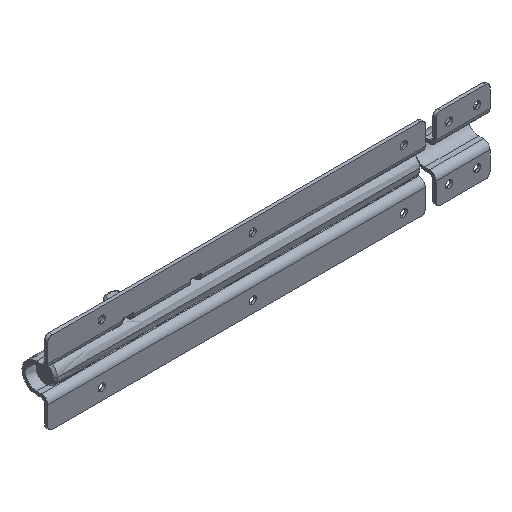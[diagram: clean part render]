
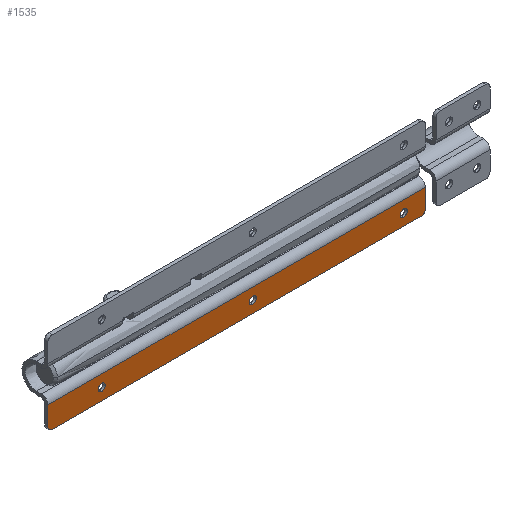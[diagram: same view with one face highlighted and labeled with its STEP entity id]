
A CAD part, isometric view. The second image highlights one B-rep face of the part: STEP entity #1535.
In plain terms, the highlighted free-form (B-spline) face has degree [1, 1] with [2, 2] control points.
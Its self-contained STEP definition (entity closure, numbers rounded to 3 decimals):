
#70 = VERTEX_POINT('',#71);
#71 = CARTESIAN_POINT('',(-178.258,-6.239,
    -14.261));
#78 = VERTEX_POINT('',#79);
#79 = CARTESIAN_POINT('',(-178.258,-6.239,
    -18.123));
#84 = EDGE_CURVE('',#70,#78,#85,.T.);
#85 = ( BOUNDED_CURVE() B_SPLINE_CURVE(2,(#86,#87,#88,#89,#90),
.UNSPECIFIED.,.F.,.F.) B_SPLINE_CURVE_WITH_KNOTS((3,2,3),(3.142,
4.712,6.283),.PIECEWISE_BEZIER_KNOTS.) CURVE() 
GEOMETRIC_REPRESENTATION_ITEM() RATIONAL_B_SPLINE_CURVE((1.,
0.707,1.,0.707,1.)) REPRESENTATION_ITEM('') );
#86 = CARTESIAN_POINT('',(-178.258,-6.239,
    -14.261));
#87 = CARTESIAN_POINT('',(-180.189,-6.239,
    -14.261));
#88 = CARTESIAN_POINT('',(-180.189,-6.239,
    -16.192));
#89 = CARTESIAN_POINT('',(-180.189,-6.239,
    -18.123));
#90 = CARTESIAN_POINT('',(-178.258,-6.239,
    -18.123));
#155 = VERTEX_POINT('',#156);
#156 = CARTESIAN_POINT('',(-95.071,-6.239,
    -14.261));
#163 = VERTEX_POINT('',#164);
#164 = CARTESIAN_POINT('',(-95.071,-6.239,
    -18.123));
#169 = EDGE_CURVE('',#155,#163,#170,.T.);
#170 = ( BOUNDED_CURVE() B_SPLINE_CURVE(2,(#171,#172,#173,#174,#175),
.UNSPECIFIED.,.F.,.F.) B_SPLINE_CURVE_WITH_KNOTS((3,2,3),(3.142,
4.712,6.283),.PIECEWISE_BEZIER_KNOTS.) CURVE() 
GEOMETRIC_REPRESENTATION_ITEM() RATIONAL_B_SPLINE_CURVE((1.,
0.707,1.,0.707,1.)) REPRESENTATION_ITEM('') );
#171 = CARTESIAN_POINT('',(-95.071,-6.239,
    -14.261));
#172 = CARTESIAN_POINT('',(-97.002,-6.239,
    -14.261));
#173 = CARTESIAN_POINT('',(-97.002,-6.239,
    -16.192));
#174 = CARTESIAN_POINT('',(-97.002,-6.239,
    -18.123));
#175 = CARTESIAN_POINT('',(-95.071,-6.239,
    -18.123));
#240 = VERTEX_POINT('',#241);
#241 = CARTESIAN_POINT('',(-11.884,-6.239,
    -14.261));
#248 = VERTEX_POINT('',#249);
#249 = CARTESIAN_POINT('',(-11.884,-6.239,
    -18.123));
#254 = EDGE_CURVE('',#240,#248,#255,.T.);
#255 = ( BOUNDED_CURVE() B_SPLINE_CURVE(2,(#256,#257,#258,#259,#260),
.UNSPECIFIED.,.F.,.F.) B_SPLINE_CURVE_WITH_KNOTS((3,2,3),(3.142,
4.712,6.283),.PIECEWISE_BEZIER_KNOTS.) CURVE() 
GEOMETRIC_REPRESENTATION_ITEM() RATIONAL_B_SPLINE_CURVE((1.,
0.707,1.,0.707,1.)) REPRESENTATION_ITEM('') );
#256 = CARTESIAN_POINT('',(-11.884,-6.239,
    -14.261));
#257 = CARTESIAN_POINT('',(-13.815,-6.239,
    -14.261));
#258 = CARTESIAN_POINT('',(-13.815,-6.239,
    -16.192));
#259 = CARTESIAN_POINT('',(-13.815,-6.239,
    -18.123));
#260 = CARTESIAN_POINT('',(-11.884,-6.239,
    -18.123));
#1434 = VERTEX_POINT('',#1435);
#1435 = CARTESIAN_POINT('',(-207.968,-6.239,
    -9.804));
#1463 = VERTEX_POINT('',#1464);
#1464 = CARTESIAN_POINT('',(-207.968,-6.239,
    -20.203));
#1469 = EDGE_CURVE('',#1434,#1463,#1470,.T.);
#1470 = B_SPLINE_CURVE_WITH_KNOTS('',1,(#1471,#1472),.UNSPECIFIED.,.F.,
  .F.,(2,2),(3.,11.75),.PIECEWISE_BEZIER_KNOTS.);
#1471 = CARTESIAN_POINT('',(-207.968,-6.239,
    -9.804));
#1472 = CARTESIAN_POINT('',(-207.968,-6.239,
    -20.203));
#1493 = VERTEX_POINT('',#1494);
#1494 = CARTESIAN_POINT('',(0.,-6.239,-9.804));
#1535 = ADVANCED_FACE('',(#1536,#1547,#1558,#1569),#1605,.T.);
#1536 = FACE_BOUND('',#1537,.T.);
#1537 = EDGE_LOOP('',(#1538,#1539));
#1538 = ORIENTED_EDGE('',*,*,#84,.F.);
#1539 = ORIENTED_EDGE('',*,*,#1540,.F.);
#1540 = EDGE_CURVE('',#78,#70,#1541,.T.);
#1541 = ( BOUNDED_CURVE() B_SPLINE_CURVE(2,(#1542,#1543,#1544,#1545,
#1546),.UNSPECIFIED.,.F.,.F.) B_SPLINE_CURVE_WITH_KNOTS((3,2,3),(0.,
1.571,3.142),.PIECEWISE_BEZIER_KNOTS.) CURVE() 
GEOMETRIC_REPRESENTATION_ITEM() RATIONAL_B_SPLINE_CURVE((1.,
0.707,1.,0.707,1.)) REPRESENTATION_ITEM('') );
#1542 = CARTESIAN_POINT('',(-178.258,-6.239,
    -18.123));
#1543 = CARTESIAN_POINT('',(-176.327,-6.239,
    -18.123));
#1544 = CARTESIAN_POINT('',(-176.327,-6.239,
    -16.192));
#1545 = CARTESIAN_POINT('',(-176.327,-6.239,
    -14.261));
#1546 = CARTESIAN_POINT('',(-178.258,-6.239,
    -14.261));
#1547 = FACE_BOUND('',#1548,.T.);
#1548 = EDGE_LOOP('',(#1549,#1550));
#1549 = ORIENTED_EDGE('',*,*,#169,.F.);
#1550 = ORIENTED_EDGE('',*,*,#1551,.F.);
#1551 = EDGE_CURVE('',#163,#155,#1552,.T.);
#1552 = ( BOUNDED_CURVE() B_SPLINE_CURVE(2,(#1553,#1554,#1555,#1556,
#1557),.UNSPECIFIED.,.F.,.F.) B_SPLINE_CURVE_WITH_KNOTS((3,2,3),(0.,
1.571,3.142),.PIECEWISE_BEZIER_KNOTS.) CURVE() 
GEOMETRIC_REPRESENTATION_ITEM() RATIONAL_B_SPLINE_CURVE((1.,
0.707,1.,0.707,1.)) REPRESENTATION_ITEM('') );
#1553 = CARTESIAN_POINT('',(-95.071,-6.239,
    -18.123));
#1554 = CARTESIAN_POINT('',(-93.14,-6.239,
    -18.123));
#1555 = CARTESIAN_POINT('',(-93.14,-6.239,
    -16.192));
#1556 = CARTESIAN_POINT('',(-93.14,-6.239,
    -14.261));
#1557 = CARTESIAN_POINT('',(-95.071,-6.239,
    -14.261));
#1558 = FACE_BOUND('',#1559,.T.);
#1559 = EDGE_LOOP('',(#1560,#1561));
#1560 = ORIENTED_EDGE('',*,*,#254,.F.);
#1561 = ORIENTED_EDGE('',*,*,#1562,.F.);
#1562 = EDGE_CURVE('',#248,#240,#1563,.T.);
#1563 = ( BOUNDED_CURVE() B_SPLINE_CURVE(2,(#1564,#1565,#1566,#1567,
#1568),.UNSPECIFIED.,.F.,.F.) B_SPLINE_CURVE_WITH_KNOTS((3,2,3),(0.,
1.571,3.142),.PIECEWISE_BEZIER_KNOTS.) CURVE() 
GEOMETRIC_REPRESENTATION_ITEM() RATIONAL_B_SPLINE_CURVE((1.,
0.707,1.,0.707,1.)) REPRESENTATION_ITEM('') );
#1564 = CARTESIAN_POINT('',(-11.884,-6.239,
    -18.123));
#1565 = CARTESIAN_POINT('',(-9.953,-6.239,
    -18.123));
#1566 = CARTESIAN_POINT('',(-9.953,-6.239,
    -16.192));
#1567 = CARTESIAN_POINT('',(-9.953,-6.239,
    -14.261));
#1568 = CARTESIAN_POINT('',(-11.884,-6.239,
    -14.261));
#1569 = FACE_BOUND('',#1570,.T.);
#1570 = EDGE_LOOP('',(#1571,#1572,#1580,#1587,#1595,#1600));
#1571 = ORIENTED_EDGE('',*,*,#1469,.T.);
#1572 = ORIENTED_EDGE('',*,*,#1573,.T.);
#1573 = EDGE_CURVE('',#1463,#1574,#1576,.T.);
#1574 = VERTEX_POINT('',#1575);
#1575 = CARTESIAN_POINT('',(-205.591,-6.239,
    -22.579));
#1576 = ( BOUNDED_CURVE() B_SPLINE_CURVE(2,(#1577,#1578,#1579),
.UNSPECIFIED.,.F.,.F.) B_SPLINE_CURVE_WITH_KNOTS((3,3),(4.712,
6.283),.PIECEWISE_BEZIER_KNOTS.) CURVE() 
GEOMETRIC_REPRESENTATION_ITEM() RATIONAL_B_SPLINE_CURVE((1.,
0.707,1.)) REPRESENTATION_ITEM('') );
#1577 = CARTESIAN_POINT('',(-207.968,-6.239,
    -20.203));
#1578 = CARTESIAN_POINT('',(-207.968,-6.239,
    -22.579));
#1579 = CARTESIAN_POINT('',(-205.591,-6.239,
    -22.579));
#1580 = ORIENTED_EDGE('',*,*,#1581,.T.);
#1581 = EDGE_CURVE('',#1574,#1582,#1584,.T.);
#1582 = VERTEX_POINT('',#1583);
#1583 = CARTESIAN_POINT('',(-2.377,-6.239,
    -22.579));
#1584 = B_SPLINE_CURVE_WITH_KNOTS('',1,(#1585,#1586),.UNSPECIFIED.,.F.,
  .F.,(2,2),(2.,173.),.PIECEWISE_BEZIER_KNOTS.);
#1585 = CARTESIAN_POINT('',(-205.591,-6.239,
    -22.579));
#1586 = CARTESIAN_POINT('',(-2.377,-6.239,
    -22.579));
#1587 = ORIENTED_EDGE('',*,*,#1588,.T.);
#1588 = EDGE_CURVE('',#1582,#1589,#1591,.T.);
#1589 = VERTEX_POINT('',#1590);
#1590 = CARTESIAN_POINT('',(0.,-6.239,-20.203));
#1591 = ( BOUNDED_CURVE() B_SPLINE_CURVE(2,(#1592,#1593,#1594),
.UNSPECIFIED.,.F.,.F.) B_SPLINE_CURVE_WITH_KNOTS((3,3),(0.,
1.571),.PIECEWISE_BEZIER_KNOTS.) CURVE() 
GEOMETRIC_REPRESENTATION_ITEM() RATIONAL_B_SPLINE_CURVE((1.,
0.707,1.)) REPRESENTATION_ITEM('') );
#1592 = CARTESIAN_POINT('',(-2.377,-6.239,
    -22.579));
#1593 = CARTESIAN_POINT('',(0.,-6.239,
    -22.579));
#1594 = CARTESIAN_POINT('',(0.,-6.239,-20.203));
#1595 = ORIENTED_EDGE('',*,*,#1596,.F.);
#1596 = EDGE_CURVE('',#1493,#1589,#1597,.T.);
#1597 = B_SPLINE_CURVE_WITH_KNOTS('',1,(#1598,#1599),.UNSPECIFIED.,.F.,
  .F.,(2,2),(3.,11.75),.PIECEWISE_BEZIER_KNOTS.);
#1598 = CARTESIAN_POINT('',(0.,-6.239,-9.804));
#1599 = CARTESIAN_POINT('',(0.,-6.239,-20.203));
#1600 = ORIENTED_EDGE('',*,*,#1601,.F.);
#1601 = EDGE_CURVE('',#1434,#1493,#1602,.T.);
#1602 = B_SPLINE_CURVE_WITH_KNOTS('',1,(#1603,#1604),.UNSPECIFIED.,.F.,
  .F.,(2,2),(0.,175.),.PIECEWISE_BEZIER_KNOTS.);
#1603 = CARTESIAN_POINT('',(-207.968,-6.239,
    -9.804));
#1604 = CARTESIAN_POINT('',(0.,-6.239,-9.804));
#1605 = B_SPLINE_SURFACE_WITH_KNOTS('',1,1,(
    (#1606,#1607)
    ,(#1608,#1609
    )),.UNSPECIFIED.,.F.,.F.,.F.,(2,2),(2,2),(3.,13.75),(0.,175.),
  .PIECEWISE_BEZIER_KNOTS.);
#1606 = CARTESIAN_POINT('',(-207.968,-6.239,
    -9.804));
#1607 = CARTESIAN_POINT('',(0.,-6.239,-9.804));
#1608 = CARTESIAN_POINT('',(-207.968,-6.239,
    -22.579));
#1609 = CARTESIAN_POINT('',(0.,-6.239,-22.579));
